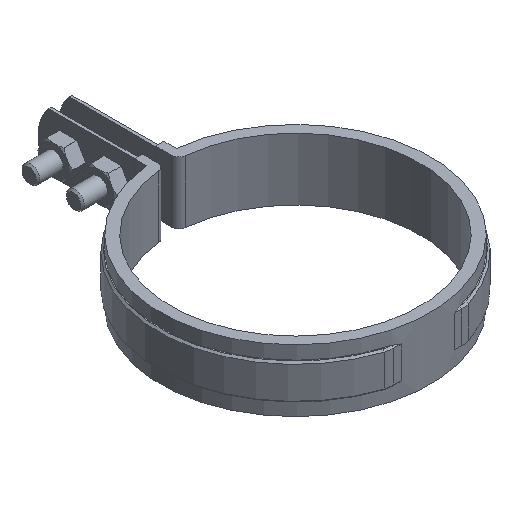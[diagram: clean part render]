
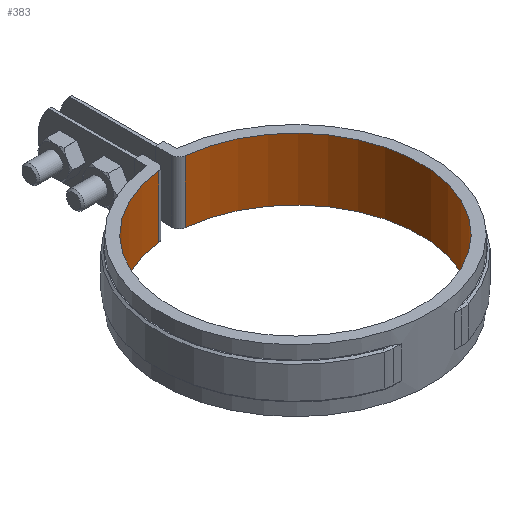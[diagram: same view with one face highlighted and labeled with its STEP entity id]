
A CAD part, isometric view. The second image highlights one B-rep face of the part: STEP entity #383.
In plain terms, the highlighted cylindrical face has radius 69.9 mm (diameter 139.8 mm), a partial arc.
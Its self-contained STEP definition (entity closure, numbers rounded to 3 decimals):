
#383 = ADVANCED_FACE( '', ( #622 ), #623, .F. );
#622 = FACE_OUTER_BOUND( '', #1708, .T. );
#623 = CYLINDRICAL_SURFACE( '', #1709, 69.9 );
#1708 = EDGE_LOOP( '', ( #3586, #3587, #3588, #3589 ) );
#1709 = AXIS2_PLACEMENT_3D( '', #3590, #3591, #3592 );
#3586 = ORIENTED_EDGE( '', *, *, #4815, .T. );
#3587 = ORIENTED_EDGE( '', *, *, #4807, .F. );
#3588 = ORIENTED_EDGE( '', *, *, #4813, .F. );
#3589 = ORIENTED_EDGE( '', *, *, #4802, .T. );
#3590 = CARTESIAN_POINT( '', ( 0., 0., -32. ) );
#3591 = DIRECTION( '', ( 0., 0., -1. ) );
#3592 = DIRECTION( '', ( -0.106, -0.994, 0. ) );
#4802 = EDGE_CURVE( '', #5327, #5325, #5328, .T. );
#4807 = EDGE_CURVE( '', #5334, #5336, #5337, .T. );
#4813 = EDGE_CURVE( '', #5327, #5334, #5344, .T. );
#4815 = EDGE_CURVE( '', #5325, #5336, #5346, .T. );
#5325 = VERTEX_POINT( '', #7741 );
#5327 = VERTEX_POINT( '', #7743 );
#5328 = CIRCLE( '', #7744, 69.9 );
#5334 = VERTEX_POINT( '', #7752 );
#5336 = VERTEX_POINT( '', #7754 );
#5337 = CIRCLE( '', #7755, 69.9 );
#5344 = LINE( '', #7766, #7767 );
#5346 = LINE( '', #7770, #7771 );
#7741 = CARTESIAN_POINT( '', ( -7.378, 69.51, -33.5 ) );
#7743 = CARTESIAN_POINT( '', ( 7.378, 69.51, -33.5 ) );
#7744 = AXIS2_PLACEMENT_3D( '', #8648, #8649, #8650 );
#7752 = CARTESIAN_POINT( '', ( 7.378, 69.51, 1.5 ) );
#7754 = CARTESIAN_POINT( '', ( -7.378, 69.51, 1.5 ) );
#7755 = AXIS2_PLACEMENT_3D( '', #8659, #8660, #8661 );
#7766 = CARTESIAN_POINT( '', ( 7.378, 69.51, -32. ) );
#7767 = VECTOR( '', #8669, 1000. );
#7770 = CARTESIAN_POINT( '', ( -7.378, 69.51, -32. ) );
#7771 = VECTOR( '', #8671, 1000. );
#8648 = CARTESIAN_POINT( '', ( 0., 0., -33.5 ) );
#8649 = DIRECTION( '', ( 0., 0., -1. ) );
#8650 = DIRECTION( '', ( 1., 0., 0. ) );
#8659 = CARTESIAN_POINT( '', ( 0., 0., 1.5 ) );
#8660 = DIRECTION( '', ( 0., 0., -1. ) );
#8661 = DIRECTION( '', ( 1., 0., 0. ) );
#8669 = DIRECTION( '', ( 0., 0., 1. ) );
#8671 = DIRECTION( '', ( 0., 0., 1. ) );
